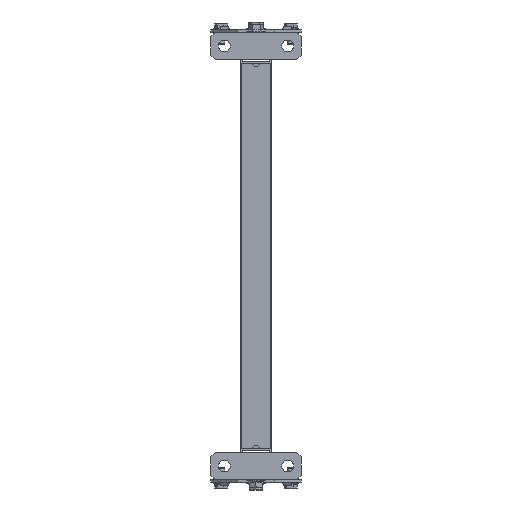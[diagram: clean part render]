
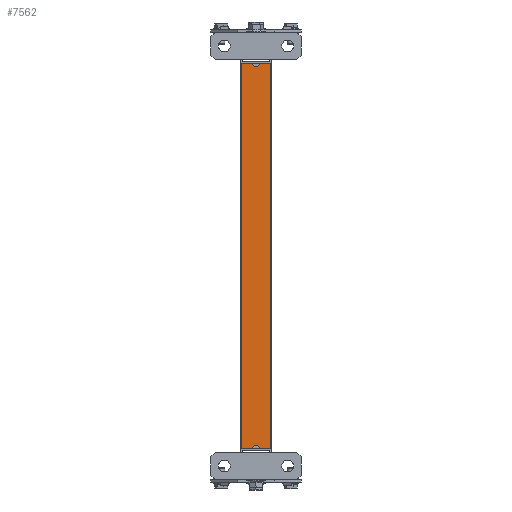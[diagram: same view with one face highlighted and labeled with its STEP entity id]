
A CAD part, front view. The second image highlights one B-rep face of the part: STEP entity #7562.
In plain terms, the highlighted face is planar.
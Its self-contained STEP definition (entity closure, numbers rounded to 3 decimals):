
#77 = CARTESIAN_POINT ( 'NONE',  ( -17., 426., 17. ) ) ;
#218 = LINE ( 'NONE', #1349, #4618 ) ;
#241 = EDGE_CURVE ( 'NONE', #4577, #4912, #6278, .T. ) ;
#430 = VERTEX_POINT ( 'NONE', #5286 ) ;
#562 = DIRECTION ( 'NONE',  ( 0., 0., 1. ) ) ;
#574 = ORIENTED_EDGE ( 'NONE', *, *, #10513, .T. ) ;
#727 = LINE ( 'NONE', #7738, #9271 ) ;
#753 = DIRECTION ( 'NONE',  ( 1., 0., 0. ) ) ;
#896 = ORIENTED_EDGE ( 'NONE', *, *, #4720, .T. ) ;
#1311 = AXIS2_PLACEMENT_3D ( 'NONE', #6446, #9058, #1646 ) ;
#1349 = CARTESIAN_POINT ( 'NONE',  ( -17., 426., 17. ) ) ;
#1413 = CARTESIAN_POINT ( 'NONE',  ( 0., 426., 17. ) ) ;
#1560 = CARTESIAN_POINT ( 'NONE',  ( -17., 0., 17. ) ) ;
#1637 = LINE ( 'NONE', #77, #3538 ) ;
#1646 = DIRECTION ( 'NONE',  ( 1., 0., 0. ) ) ;
#1671 = CARTESIAN_POINT ( 'NONE',  ( -16., 426., 17. ) ) ;
#1730 = AXIS2_PLACEMENT_3D ( 'NONE', #5386, #7094, #6234 ) ;
#2147 = DIRECTION ( 'NONE',  ( 1., 0., 0. ) ) ;
#2340 = CARTESIAN_POINT ( 'NONE',  ( -4., 426., 17. ) ) ;
#2674 = EDGE_CURVE ( 'NONE', #4577, #5245, #4007, .T. ) ;
#2958 = LINE ( 'NONE', #7131, #3588 ) ;
#3225 = DIRECTION ( 'NONE',  ( 1., 0., 0. ) ) ;
#3376 = VERTEX_POINT ( 'NONE', #2340 ) ;
#3396 = VERTEX_POINT ( 'NONE', #1671 ) ;
#3441 = EDGE_CURVE ( 'NONE', #430, #5245, #2958, .T. ) ;
#3538 = VECTOR ( 'NONE', #10157, 1000. ) ;
#3588 = VECTOR ( 'NONE', #3225, 1000. ) ;
#3941 = CIRCLE ( 'NONE', #5769, 4. ) ;
#4007 = CIRCLE ( 'NONE', #1311, 4. ) ;
#4577 = VERTEX_POINT ( 'NONE', #9776 ) ;
#4618 = VECTOR ( 'NONE', #5590, 1000. ) ;
#4720 = EDGE_CURVE ( 'NONE', #4912, #9671, #727, .T. ) ;
#4876 = ORIENTED_EDGE ( 'NONE', *, *, #2674, .F. ) ;
#4912 = VERTEX_POINT ( 'NONE', #7879 ) ;
#5102 = VECTOR ( 'NONE', #753, 1000. ) ;
#5219 = DIRECTION ( 'NONE',  ( 0., 1., 0. ) ) ;
#5245 = VERTEX_POINT ( 'NONE', #6708 ) ;
#5286 = CARTESIAN_POINT ( 'NONE',  ( -16., 0., 17. ) ) ;
#5304 = EDGE_CURVE ( 'NONE', #3396, #3376, #1637, .T. ) ;
#5386 = CARTESIAN_POINT ( 'NONE',  ( -17., 426., 17. ) ) ;
#5478 = LINE ( 'NONE', #9689, #9785 ) ;
#5573 = ORIENTED_EDGE ( 'NONE', *, *, #8248, .F. ) ;
#5590 = DIRECTION ( 'NONE',  ( 1., 0., 0. ) ) ;
#5692 = FACE_OUTER_BOUND ( 'NONE', #8690, .T. ) ;
#5769 = AXIS2_PLACEMENT_3D ( 'NONE', #1413, #562, #2147 ) ;
#6234 = DIRECTION ( 'NONE',  ( -1., 0., 0. ) ) ;
#6278 = LINE ( 'NONE', #1560, #5102 ) ;
#6446 = CARTESIAN_POINT ( 'NONE',  ( 0., 0., 17. ) ) ;
#6594 = ORIENTED_EDGE ( 'NONE', *, *, #241, .T. ) ;
#6620 = ORIENTED_EDGE ( 'NONE', *, *, #3441, .T. ) ;
#6708 = CARTESIAN_POINT ( 'NONE',  ( -4., 0., 17. ) ) ;
#7094 = DIRECTION ( 'NONE',  ( 0., 0., -1. ) ) ;
#7131 = CARTESIAN_POINT ( 'NONE',  ( -17., 0., 17. ) ) ;
#7475 = ORIENTED_EDGE ( 'NONE', *, *, #5304, .F. ) ;
#7562 = ADVANCED_FACE ( 'NONE', ( #5692 ), #8699, .F. ) ;
#7738 = CARTESIAN_POINT ( 'NONE',  ( 16., 426., 17. ) ) ;
#7879 = CARTESIAN_POINT ( 'NONE',  ( 16., 0., 17. ) ) ;
#8248 = EDGE_CURVE ( 'NONE', #9889, #9671, #218, .T. ) ;
#8328 = CARTESIAN_POINT ( 'NONE',  ( 16., 426., 17. ) ) ;
#8690 = EDGE_LOOP ( 'NONE', ( #6620, #4876, #6594, #896, #5573, #9473, #7475, #574 ) ) ;
#8699 = PLANE ( 'NONE',  #1730 ) ;
#8750 = CARTESIAN_POINT ( 'NONE',  ( 4., 426., 17. ) ) ;
#8807 = DIRECTION ( 'NONE',  ( 0., -1., 0. ) ) ;
#9058 = DIRECTION ( 'NONE',  ( 0., 0., 1. ) ) ;
#9271 = VECTOR ( 'NONE', #5219, 1000. ) ;
#9473 = ORIENTED_EDGE ( 'NONE', *, *, #9878, .F. ) ;
#9671 = VERTEX_POINT ( 'NONE', #8328 ) ;
#9689 = CARTESIAN_POINT ( 'NONE',  ( -16., 426., 17. ) ) ;
#9776 = CARTESIAN_POINT ( 'NONE',  ( 4., 0., 17. ) ) ;
#9785 = VECTOR ( 'NONE', #8807, 1000. ) ;
#9878 = EDGE_CURVE ( 'NONE', #3376, #9889, #3941, .T. ) ;
#9889 = VERTEX_POINT ( 'NONE', #8750 ) ;
#10157 = DIRECTION ( 'NONE',  ( 1., 0., 0. ) ) ;
#10513 = EDGE_CURVE ( 'NONE', #3396, #430, #5478, .T. ) ;
